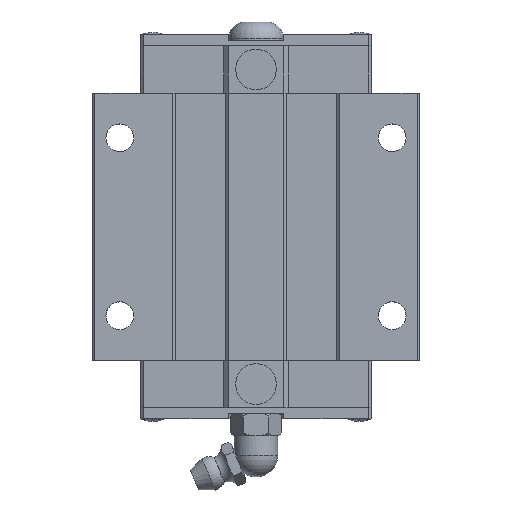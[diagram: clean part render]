
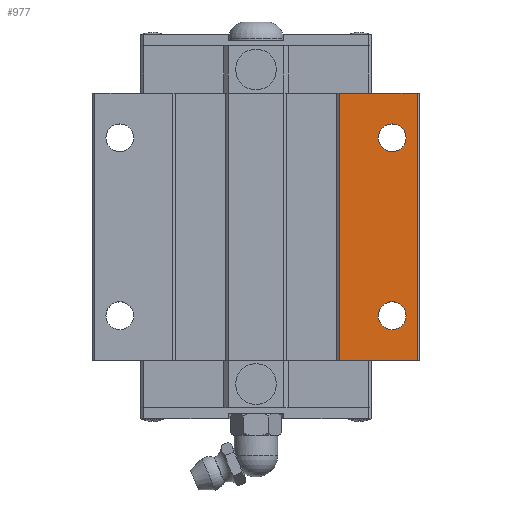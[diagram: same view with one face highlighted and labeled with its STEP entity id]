
A CAD part, top view. The second image highlights one B-rep face of the part: STEP entity #977.
In plain terms, the highlighted planar face has unit normal (0, 0, 1).
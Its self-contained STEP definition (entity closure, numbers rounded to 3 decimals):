
#977=ADVANCED_FACE('',(#2013,#2014,#2015),#2016,.T.);
#2013=FACE_OUTER_BOUND('',#3109,.T.);
#2014=FACE_BOUND('',#3110,.T.);
#2015=FACE_BOUND('',#3111,.T.);
#2016=PLANE('',#3112);
#3109=EDGE_LOOP('',(#6126,#6127,#6128,#6129));
#3110=EDGE_LOOP('',(#6130,#6131));
#3111=EDGE_LOOP('',(#6132,#6133));
#3112=AXIS2_PLACEMENT_3D('',#6134,#6135,#6136);
#6126=ORIENTED_EDGE('',*,*,#7730,.T.);
#6127=ORIENTED_EDGE('',*,*,#7659,.T.);
#6128=ORIENTED_EDGE('',*,*,#7736,.F.);
#6129=ORIENTED_EDGE('',*,*,#7711,.T.);
#6130=ORIENTED_EDGE('',*,*,#6609,.T.);
#6131=ORIENTED_EDGE('',*,*,#7737,.T.);
#6132=ORIENTED_EDGE('',*,*,#6603,.T.);
#6133=ORIENTED_EDGE('',*,*,#7738,.T.);
#6134=CARTESIAN_POINT('',(0.0,58.601,28.0));
#6135=DIRECTION('',(0.0,0.0,1.0));
#6136=DIRECTION('',(-1.0,0.0,0.0));
#6603=EDGE_CURVE('',#7909,#7915,#7917,.T.);
#6609=EDGE_CURVE('',#7920,#7926,#7928,.T.);
#7659=EDGE_CURVE('',#9487,#9485,#9488,.T.);
#7711=EDGE_CURVE('',#9577,#9575,#9578,.T.);
#7730=EDGE_CURVE('',#9575,#9487,#9601,.T.);
#7736=EDGE_CURVE('',#9577,#9485,#9607,.T.);
#7737=EDGE_CURVE('',#7926,#7920,#9608,.T.);
#7738=EDGE_CURVE('',#7915,#7909,#9609,.T.);
#7909=VERTEX_POINT('',#9824);
#7915=VERTEX_POINT('',#9831);
#7917=CIRCLE('',#9834,2.5);
#7920=VERTEX_POINT('',#9837);
#7926=VERTEX_POINT('',#9844);
#7928=CIRCLE('',#9847,2.5);
#9485=VERTEX_POINT('',#12942);
#9487=VERTEX_POINT('',#12945);
#9488=LINE('',#12946,#12947);
#9575=VERTEX_POINT('',#13076);
#9577=VERTEX_POINT('',#13079);
#9578=LINE('',#13080,#13081);
#9601=LINE('',#13116,#13117);
#9607=LINE('',#13125,#13126);
#9608=CIRCLE('',#13127,2.5);
#9609=CIRCLE('',#13128,2.5);
#9824=CARTESIAN_POINT('',(27.0,18.551,28.0));
#9831=CARTESIAN_POINT('',(22.0,18.551,28.0));
#9834=AXIS2_PLACEMENT_3D('',#13384,#13385,#13386);
#9837=CARTESIAN_POINT('',(27.0,50.551,28.0));
#9844=CARTESIAN_POINT('',(22.0,50.551,28.0));
#9847=AXIS2_PLACEMENT_3D('',#13395,#13396,#13397);
#12942=CARTESIAN_POINT('',(29.0,10.501,28.0));
#12945=CARTESIAN_POINT('',(15.0,10.501,28.0));
#12946=CARTESIAN_POINT('',(29.0,10.501,28.0));
#12947=VECTOR('',#14403,1.0);
#13076=CARTESIAN_POINT('',(15.0,58.601,28.0));
#13079=CARTESIAN_POINT('',(29.0,58.601,28.0));
#13080=CARTESIAN_POINT('',(29.0,58.601,28.0));
#13081=VECTOR('',#14453,1.0);
#13116=CARTESIAN_POINT('',(15.0,70.626,28.0));
#13117=VECTOR('',#14466,1.0);
#13125=CARTESIAN_POINT('',(29.0,58.601,28.0));
#13126=VECTOR('',#14469,1.0);
#13127=AXIS2_PLACEMENT_3D('',#14470,#14471,#14472);
#13128=AXIS2_PLACEMENT_3D('',#14473,#14474,#14475);
#13384=CARTESIAN_POINT('',(24.5,18.551,28.0));
#13385=DIRECTION('',(0.0,0.0,-1.0));
#13386=DIRECTION('',(1.0,0.0,0.0));
#13395=CARTESIAN_POINT('',(24.5,50.551,28.0));
#13396=DIRECTION('',(0.0,0.0,-1.0));
#13397=DIRECTION('',(1.0,0.0,0.0));
#14403=DIRECTION('',(1.0,0.0,0.0));
#14453=DIRECTION('',(-1.0,0.0,0.0));
#14466=DIRECTION('',(0.0,-1.0,0.0));
#14469=DIRECTION('',(0.0,-1.0,0.0));
#14470=CARTESIAN_POINT('',(24.5,50.551,28.0));
#14471=DIRECTION('',(0.0,0.0,-1.0));
#14472=DIRECTION('',(1.0,0.0,0.0));
#14473=CARTESIAN_POINT('',(24.5,18.551,28.0));
#14474=DIRECTION('',(0.0,0.0,-1.0));
#14475=DIRECTION('',(1.0,0.0,0.0));
